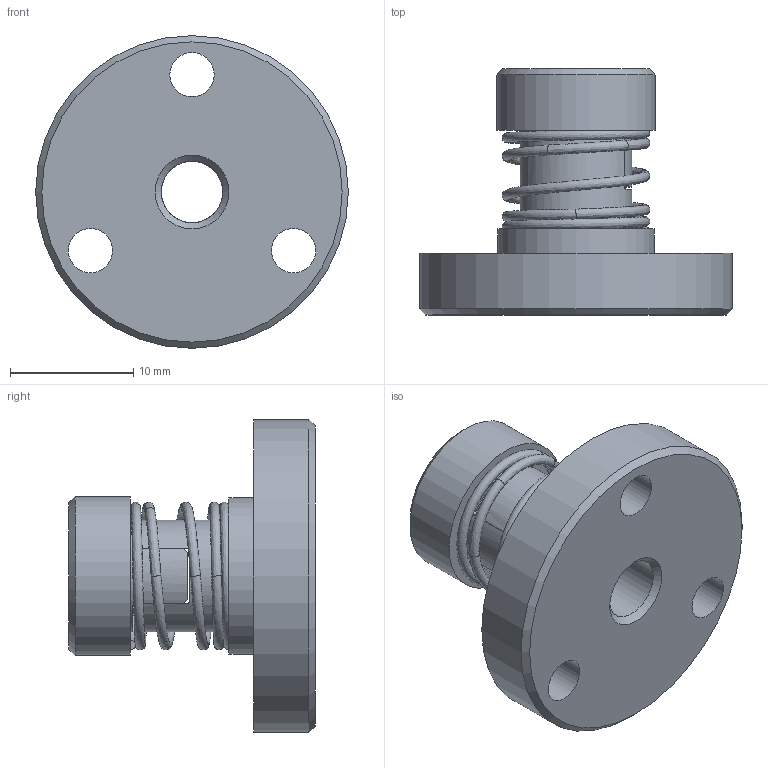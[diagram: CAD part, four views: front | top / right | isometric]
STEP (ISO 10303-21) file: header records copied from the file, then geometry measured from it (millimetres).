
FILE_DESCRIPTION((''),'2;1');
FILE_NAME('零件5.stp','2016-08-10T13:37:59',('Administrator'),(''),'Autodesk Inventor 2013','Autodesk Inventor 2013','');
FILE_SCHEMA(('AUTOMOTIVE_DESIGN { 1 0 10303 214 1 1 1 1 }'));
Length unit declared in the file: millimetre
Products named in the file (1): 零件5
Bounding box: 25.4 x 20 x 25.4 mm (x, y, z)
Surface area: 2917.2 mm2 (no closed solid volume)
Topology: 0 solids, 3 shells, 71 faces, 184 edges, 122 vertices
Faces by surface type: plane 33, cylinder 19, bspline 11, cone 8
Full cylindrical faces by diameter (mm): 3.6 x3, 5 x3, 9.1 x2, 12.7 x1, 12.9 x1, 25.4 x1
Entity records: 3414 total; most frequent: CARTESIAN_POINT 1762, ORIENTED_EDGE 334, DIRECTION 310, EDGE_CURVE 167, AXIS2_PLACEMENT_3D 130, VERTEX_POINT 118, EDGE_LOOP 95, FACE_OUTER_BOUND 70
